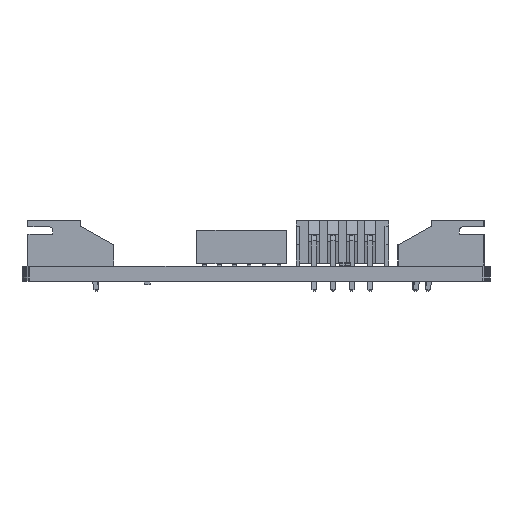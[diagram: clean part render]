
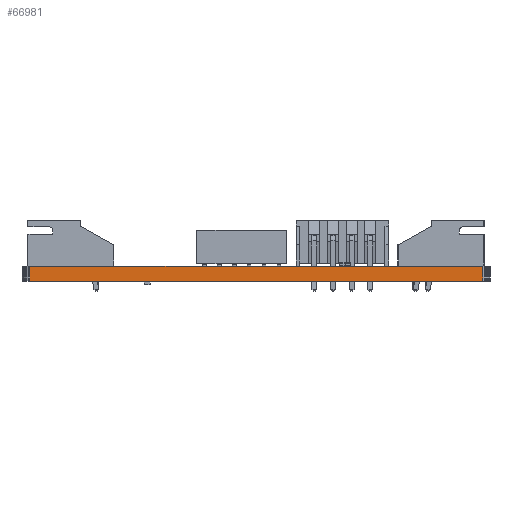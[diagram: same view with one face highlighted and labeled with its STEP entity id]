
A CAD part, left-side view. The second image highlights one B-rep face of the part: STEP entity #66981.
In plain terms, the highlighted planar face has unit normal (-1, -0.005, 0).
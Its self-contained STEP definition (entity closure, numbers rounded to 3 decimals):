
#58132 = PLANE('',#58133);
#58133 = AXIS2_PLACEMENT_3D('',#58134,#58135,#58136);
#58134 = CARTESIAN_POINT('',(158.605,-83.917,1.974));
#58135 = DIRECTION('',(-0.,-0.,-1.));
#58136 = DIRECTION('',(-1.,0.,0.));
#58186 = PLANE('',#58187);
#58187 = AXIS2_PLACEMENT_3D('',#58188,#58189,#58190);
#58188 = CARTESIAN_POINT('',(158.605,-83.917,0.));
#58189 = DIRECTION('',(-0.,-0.,-1.));
#58190 = DIRECTION('',(-1.,0.,0.));
#59947 = VERTEX_POINT('',#59948);
#59948 = CARTESIAN_POINT('',(118.608,-114.567,0.));
#59962 = PLANE('',#59963);
#59963 = AXIS2_PLACEMENT_3D('',#59964,#59965,#59966);
#59964 = CARTESIAN_POINT('',(118.619,-114.758,0.));
#59965 = DIRECTION('',(-0.998,-0.059,0.));
#59966 = DIRECTION('',(-0.059,0.998,0.));
#59974 = EDGE_CURVE('',#59947,#59975,#59977,.T.);
#59975 = VERTEX_POINT('',#59976);
#59976 = CARTESIAN_POINT('',(118.308,-53.832,0.));
#59977 = SURFACE_CURVE('',#59978,(#59982,#59989),.PCURVE_S1.);
#59978 = LINE('',#59979,#59980);
#59979 = CARTESIAN_POINT('',(118.608,-114.567,0.));
#59980 = VECTOR('',#59981,1.);
#59981 = DIRECTION('',(-0.005,1.,0.));
#59982 = PCURVE('',#58186,#59983);
#59983 = DEFINITIONAL_REPRESENTATION('',(#59984),#59988);
#59984 = LINE('',#59985,#59986);
#59985 = CARTESIAN_POINT('',(39.997,-30.65));
#59986 = VECTOR('',#59987,1.);
#59987 = DIRECTION('',(0.005,1.));
#59988 = ( GEOMETRIC_REPRESENTATION_CONTEXT(2) 
PARAMETRIC_REPRESENTATION_CONTEXT() REPRESENTATION_CONTEXT('2D SPACE',''
  ) );
#59989 = PCURVE('',#59990,#59995);
#59990 = PLANE('',#59991);
#59991 = AXIS2_PLACEMENT_3D('',#59992,#59993,#59994);
#59992 = CARTESIAN_POINT('',(118.608,-114.567,0.));
#59993 = DIRECTION('',(-1.,-0.005,0.));
#59994 = DIRECTION('',(-0.005,1.,0.));
#59995 = DEFINITIONAL_REPRESENTATION('',(#59996),#60000);
#59996 = LINE('',#59997,#59998);
#59997 = CARTESIAN_POINT('',(0.,0.));
#59998 = VECTOR('',#59999,1.);
#59999 = DIRECTION('',(1.,0.));
#60000 = ( GEOMETRIC_REPRESENTATION_CONTEXT(2) 
PARAMETRIC_REPRESENTATION_CONTEXT() REPRESENTATION_CONTEXT('2D SPACE',''
  ) );
#60018 = PLANE('',#60019);
#60019 = AXIS2_PLACEMENT_3D('',#60020,#60021,#60022);
#60020 = CARTESIAN_POINT('',(118.308,-53.832,0.));
#60021 = DIRECTION('',(-0.995,0.098,0.));
#60022 = DIRECTION('',(0.098,0.995,0.));
#64085 = VERTEX_POINT('',#64086);
#64086 = CARTESIAN_POINT('',(118.608,-114.567,1.974));
#64107 = EDGE_CURVE('',#64085,#64108,#64110,.T.);
#64108 = VERTEX_POINT('',#64109);
#64109 = CARTESIAN_POINT('',(118.308,-53.832,1.974));
#64110 = SURFACE_CURVE('',#64111,(#64115,#64122),.PCURVE_S1.);
#64111 = LINE('',#64112,#64113);
#64112 = CARTESIAN_POINT('',(118.608,-114.567,1.974));
#64113 = VECTOR('',#64114,1.);
#64114 = DIRECTION('',(-0.005,1.,0.));
#64115 = PCURVE('',#58132,#64116);
#64116 = DEFINITIONAL_REPRESENTATION('',(#64117),#64121);
#64117 = LINE('',#64118,#64119);
#64118 = CARTESIAN_POINT('',(39.997,-30.65));
#64119 = VECTOR('',#64120,1.);
#64120 = DIRECTION('',(0.005,1.));
#64121 = ( GEOMETRIC_REPRESENTATION_CONTEXT(2) 
PARAMETRIC_REPRESENTATION_CONTEXT() REPRESENTATION_CONTEXT('2D SPACE',''
  ) );
#64122 = PCURVE('',#59990,#64123);
#64123 = DEFINITIONAL_REPRESENTATION('',(#64124),#64128);
#64124 = LINE('',#64125,#64126);
#64125 = CARTESIAN_POINT('',(0.,-1.974));
#64126 = VECTOR('',#64127,1.);
#64127 = DIRECTION('',(1.,0.));
#64128 = ( GEOMETRIC_REPRESENTATION_CONTEXT(2) 
PARAMETRIC_REPRESENTATION_CONTEXT() REPRESENTATION_CONTEXT('2D SPACE',''
  ) );
#66931 = EDGE_CURVE('',#59975,#64108,#66932,.T.);
#66932 = SURFACE_CURVE('',#66933,(#66937,#66944),.PCURVE_S1.);
#66933 = LINE('',#66934,#66935);
#66934 = CARTESIAN_POINT('',(118.308,-53.832,0.));
#66935 = VECTOR('',#66936,1.);
#66936 = DIRECTION('',(0.,0.,1.));
#66937 = PCURVE('',#60018,#66938);
#66938 = DEFINITIONAL_REPRESENTATION('',(#66939),#66943);
#66939 = LINE('',#66940,#66941);
#66940 = CARTESIAN_POINT('',(0.,0.));
#66941 = VECTOR('',#66942,1.);
#66942 = DIRECTION('',(0.,-1.));
#66943 = ( GEOMETRIC_REPRESENTATION_CONTEXT(2) 
PARAMETRIC_REPRESENTATION_CONTEXT() REPRESENTATION_CONTEXT('2D SPACE',''
  ) );
#66944 = PCURVE('',#59990,#66945);
#66945 = DEFINITIONAL_REPRESENTATION('',(#66946),#66950);
#66946 = LINE('',#66947,#66948);
#66947 = CARTESIAN_POINT('',(60.736,0.));
#66948 = VECTOR('',#66949,1.);
#66949 = DIRECTION('',(0.,-1.));
#66950 = ( GEOMETRIC_REPRESENTATION_CONTEXT(2) 
PARAMETRIC_REPRESENTATION_CONTEXT() REPRESENTATION_CONTEXT('2D SPACE',''
  ) );
#66981 = ADVANCED_FACE('',(#66982),#59990,.T.);
#66982 = FACE_BOUND('',#66983,.T.);
#66983 = EDGE_LOOP('',(#66984,#67005,#67006,#67007));
#66984 = ORIENTED_EDGE('',*,*,#66985,.T.);
#66985 = EDGE_CURVE('',#59947,#64085,#66986,.T.);
#66986 = SURFACE_CURVE('',#66987,(#66991,#66998),.PCURVE_S1.);
#66987 = LINE('',#66988,#66989);
#66988 = CARTESIAN_POINT('',(118.608,-114.567,0.));
#66989 = VECTOR('',#66990,1.);
#66990 = DIRECTION('',(0.,0.,1.));
#66991 = PCURVE('',#59990,#66992);
#66992 = DEFINITIONAL_REPRESENTATION('',(#66993),#66997);
#66993 = LINE('',#66994,#66995);
#66994 = CARTESIAN_POINT('',(0.,0.));
#66995 = VECTOR('',#66996,1.);
#66996 = DIRECTION('',(0.,-1.));
#66997 = ( GEOMETRIC_REPRESENTATION_CONTEXT(2) 
PARAMETRIC_REPRESENTATION_CONTEXT() REPRESENTATION_CONTEXT('2D SPACE',''
  ) );
#66998 = PCURVE('',#59962,#66999);
#66999 = DEFINITIONAL_REPRESENTATION('',(#67000),#67004);
#67000 = LINE('',#67001,#67002);
#67001 = CARTESIAN_POINT('',(0.191,0.));
#67002 = VECTOR('',#67003,1.);
#67003 = DIRECTION('',(0.,-1.));
#67004 = ( GEOMETRIC_REPRESENTATION_CONTEXT(2) 
PARAMETRIC_REPRESENTATION_CONTEXT() REPRESENTATION_CONTEXT('2D SPACE',''
  ) );
#67005 = ORIENTED_EDGE('',*,*,#64107,.T.);
#67006 = ORIENTED_EDGE('',*,*,#66931,.F.);
#67007 = ORIENTED_EDGE('',*,*,#59974,.F.);
